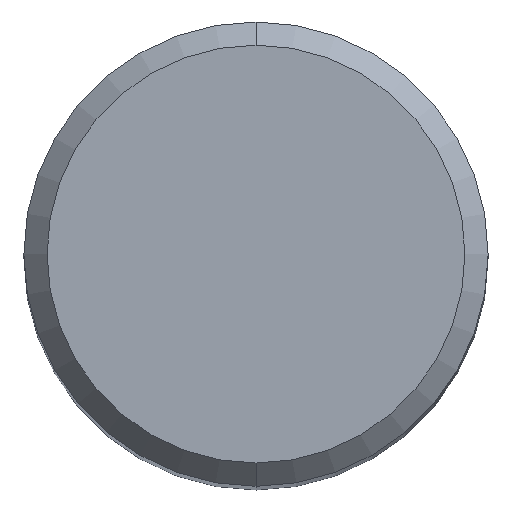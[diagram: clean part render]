
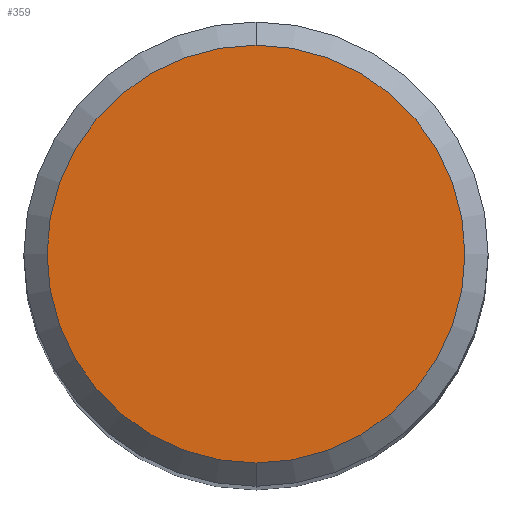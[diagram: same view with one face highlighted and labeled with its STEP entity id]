
A CAD part, top view. The second image highlights one B-rep face of the part: STEP entity #359.
In plain terms, the highlighted planar face has unit normal (0, 0, 1).
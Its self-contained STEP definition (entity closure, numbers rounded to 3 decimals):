
#207=VERTEX_POINT('',#504);
#237=EDGE_CURVE('',#207,#401,#538,.T.);
#247=EDGE_CURVE('',#401,#207,#548,.T.);
#359=ADVANCED_FACE('',(#670),#671,.T.);
#401=VERTEX_POINT('',#716);
#504=CARTESIAN_POINT('',(0.0,5.4,54.221));
#538=CIRCLE('',#897,5.4);
#548=CIRCLE('',#910,5.4);
#670=FACE_OUTER_BOUND('',#1238,.T.);
#671=PLANE('',#1239);
#716=CARTESIAN_POINT('',(0.,-5.4,54.221));
#897=AXIS2_PLACEMENT_3D('',#1518,#1519,#1520);
#910=AXIS2_PLACEMENT_3D('',#1522,#1523,#1524);
#1238=EDGE_LOOP('',(#1658,#1659));
#1239=AXIS2_PLACEMENT_3D('',#1660,#1661,#1662);
#1518=CARTESIAN_POINT('',(0.0,0.0,54.221));
#1519=DIRECTION('',(0.0,0.0,-1.0));
#1520=DIRECTION('',(0.0,1.0,0.0));
#1522=CARTESIAN_POINT('',(0.0,0.0,54.221));
#1523=DIRECTION('',(0.0,0.0,-1.0));
#1524=DIRECTION('',(0.0,1.0,0.0));
#1658=ORIENTED_EDGE('',*,*,#237,.F.);
#1659=ORIENTED_EDGE('',*,*,#247,.F.);
#1660=CARTESIAN_POINT('',(0.0,2.7,54.221));
#1661=DIRECTION('',(0.0,0.0,1.0));
#1662=DIRECTION('',(0.0,-1.0,0.0));
